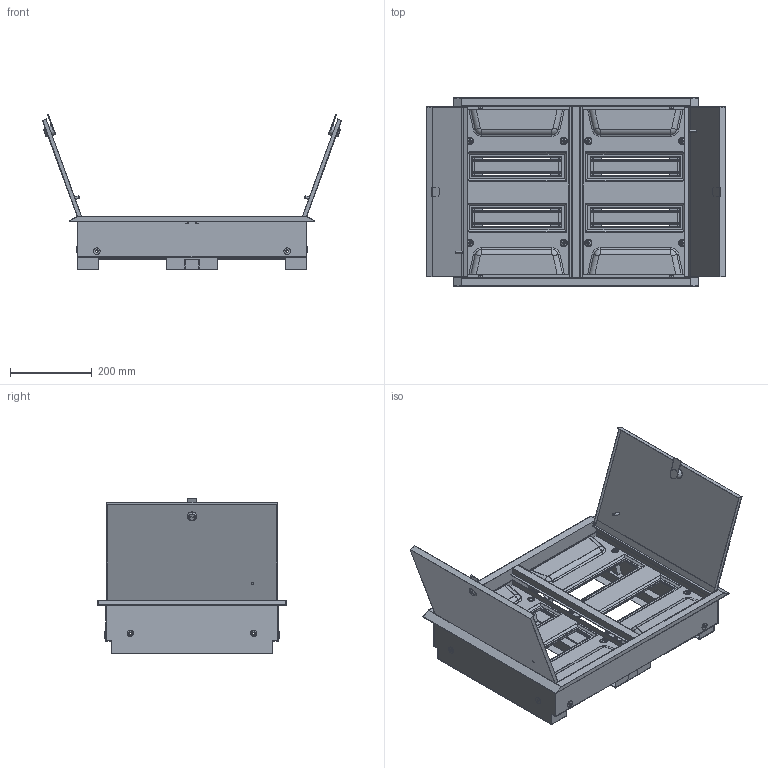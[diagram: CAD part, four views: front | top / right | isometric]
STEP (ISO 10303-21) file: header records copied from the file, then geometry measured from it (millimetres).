
FILE_DESCRIPTION (( 'STEP AP214' ), '1' );
FILE_NAME ('ShRV_2x24_PRO.STEP', '2016-09-23T09:29:04', ( 'user' ), ( '' ), 'SwSTEP 2.0', 'SolidWorks 2014', '' );
FILE_SCHEMA (( 'AUTOMOTIVE_DESIGN' ));
Length unit declared in the file: millimetre
Products named in the file (11): ShRV_2x24_PRO; Stoika pan; Obolochka_PRO_PRO-2x24; Stoika Shin_‘â®©ª  ¤«ï è¨­; Klipsa; Panel_ShRN-24; SC GOST 17473_gost_‚¨­â A.M5x10 ƒŽ‘’ 17473-80; DIN-Reika_18 ｢箘ｬ箘｢; Dver_PRO_2å24; Panel_24; Support
Assembly tree (46 placements, depth 3):
  ShRV_2x24_PRO
    Obolochka_PRO_PRO-2x24
    Dver_PRO_2å24  x2
    DIN-Reika_18 ｢箘ｬ箘｢  x4
    Panel_24  x2
      Panel_ShRN-24
      Klipsa
      Stoika pan
    SC GOST 17473_gost_‚¨­â A.M5x10 ƒŽ‘’ 17473-80  x12
    Stoika Shin_‘â®©ª  ¤«ï è¨­  x8
    Support  x8
Bounding box: 732.41 x 460 x 379.62 mm (x, y, z)
Volume: 1473139.5 mm3; surface area: 2478601.5 mm2
Topology: 53 solids, 54 shells, 3819 faces, 9990 edges, 6324 vertices
Faces by surface type: plane 2231, cylinder 852, bspline 320, torus 176, cone 136, sphere 104
Entity records: 32645 total; most frequent: CARTESIAN_POINT 6814, ORIENTED_EDGE 5262, DIRECTION 5186, EDGE_CURVE 2631, LINE 1780, VECTOR 1780, VERTEX_POINT 1705, AXIS2_PLACEMENT_3D 1703
